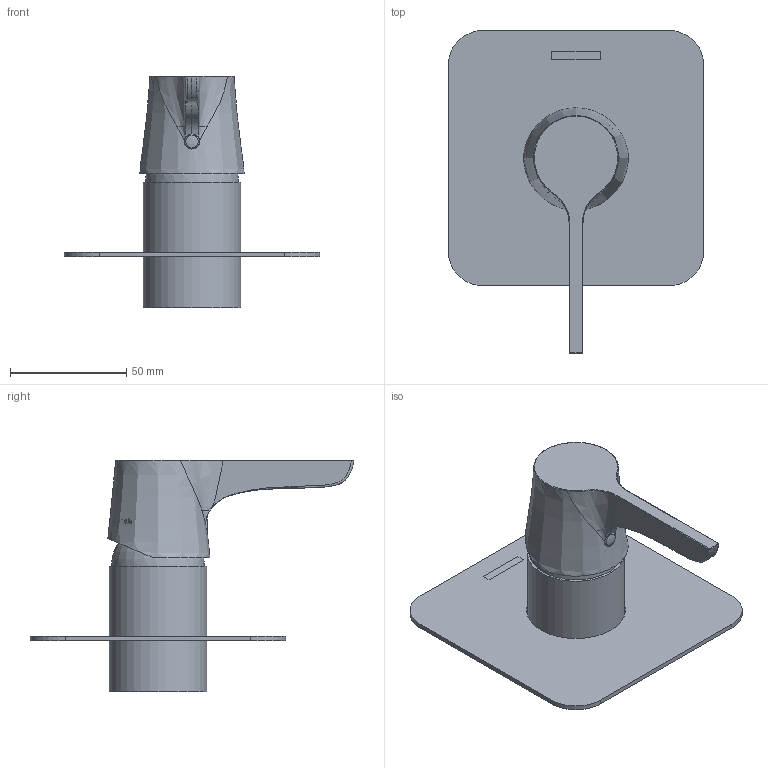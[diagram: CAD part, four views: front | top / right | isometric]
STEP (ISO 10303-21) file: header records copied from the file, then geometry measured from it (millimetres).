
FILE_DESCRIPTION (( 'STEP AP203' ), '1' );
FILE_NAME ('91DP06106.STEP', '2021-11-18T10:57:19', ( '' ), ( '' ), 'SwSTEP 2.0', 'SolidWorks 2021', '' );
FILE_SCHEMA (( 'CONFIG_CONTROL_DESIGN' ));
Products named in the file (1): 91DP06106
Bounding box: 110 x 139.32 x 99.7 mm (x, y, z)
Volume: 56166.4 mm3; surface area: 56902.3 mm2
Topology: 5 solids, 5 shells, 379 faces, 974 edges, 641 vertices
Faces by surface type: bspline 243, plane 52, cylinder 38, cone 38, torus 7, sphere 1
Full cylindrical faces by diameter (mm): 5.5 x2, 6.5 x1, 8 x1, 31 x1, 34 x1, 35.8 x1, 36.5 x5, 37 x1, 39 x2, 42 x1, 42.5 x1
Entity records: 44966 total; most frequent: CARTESIAN_POINT 38185, ORIENTED_EDGE 1844, EDGE_CURVE 922, B_SPLINE_CURVE_WITH_KNOTS 718, VERTEX_POINT 622, DIRECTION 500, EDGE_LOOP 448, FACE_OUTER_BOUND 392
